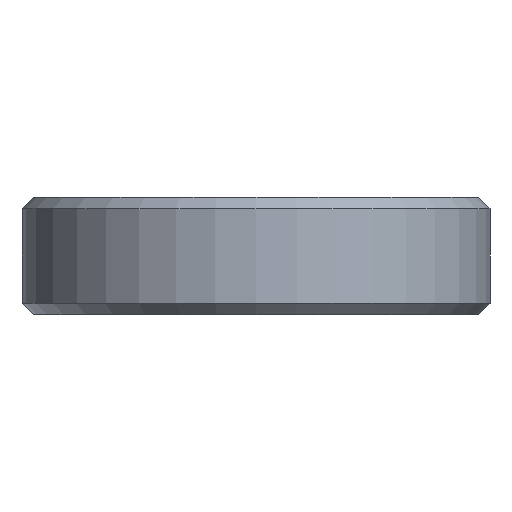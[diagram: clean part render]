
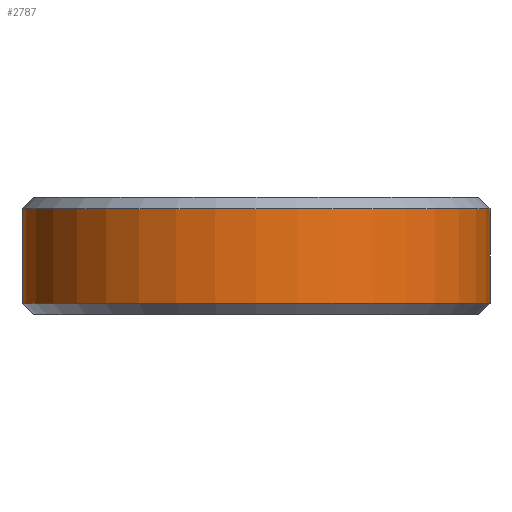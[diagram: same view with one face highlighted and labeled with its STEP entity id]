
A CAD part, left-side view. The second image highlights one B-rep face of the part: STEP entity #2787.
In plain terms, the highlighted cylindrical face has radius 6.25 mm (diameter 12.5 mm), a partial arc.
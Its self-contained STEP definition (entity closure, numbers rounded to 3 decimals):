
#943 = CONICAL_SURFACE('',#944,6.25,0.785);
#944 = AXIS2_PLACEMENT_3D('',#945,#946,#947);
#945 = CARTESIAN_POINT('',(0.,0.,0.3));
#946 = DIRECTION('',(0.,0.,1.));
#947 = DIRECTION('',(0.,1.,0.));
#1705 = VERTEX_POINT('',#1706);
#1706 = CARTESIAN_POINT('',(0.,-6.25,0.3));
#1741 = PLANE('',#1742);
#1742 = AXIS2_PLACEMENT_3D('',#1743,#1744,#1745);
#1743 = CARTESIAN_POINT('',(175.,-6.25,0.));
#1744 = DIRECTION('',(0.,-1.,0.));
#1745 = DIRECTION('',(-1.,0.,0.));
#1760 = VERTEX_POINT('',#1761);
#1761 = CARTESIAN_POINT('',(0.,6.25,0.3));
#1775 = PLANE('',#1776);
#1776 = AXIS2_PLACEMENT_3D('',#1777,#1778,#1779);
#1777 = CARTESIAN_POINT('',(175.,6.25,0.));
#1778 = DIRECTION('',(0.,-1.,0.));
#1779 = DIRECTION('',(-1.,0.,0.));
#1812 = EDGE_CURVE('',#1760,#1705,#1813,.T.);
#1813 = SURFACE_CURVE('',#1814,(#1819,#1826),.PCURVE_S1.);
#1814 = CIRCLE('',#1815,6.25);
#1815 = AXIS2_PLACEMENT_3D('',#1816,#1817,#1818);
#1816 = CARTESIAN_POINT('',(0.,0.,0.3));
#1817 = DIRECTION('',(0.,-0.,1.));
#1818 = DIRECTION('',(0.,1.,0.));
#1819 = PCURVE('',#943,#1820);
#1820 = DEFINITIONAL_REPRESENTATION('',(#1821),#1825);
#1821 = LINE('',#1822,#1823);
#1822 = CARTESIAN_POINT('',(0.,-0.));
#1823 = VECTOR('',#1824,1.);
#1824 = DIRECTION('',(1.,-0.));
#1825 = ( GEOMETRIC_REPRESENTATION_CONTEXT(2) 
PARAMETRIC_REPRESENTATION_CONTEXT() REPRESENTATION_CONTEXT('2D SPACE',''
  ) );
#1826 = PCURVE('',#1827,#1832);
#1827 = CYLINDRICAL_SURFACE('',#1828,6.25);
#1828 = AXIS2_PLACEMENT_3D('',#1829,#1830,#1831);
#1829 = CARTESIAN_POINT('',(0.,0.,0.));
#1830 = DIRECTION('',(-0.,-0.,-1.));
#1831 = DIRECTION('',(1.,0.,0.));
#1832 = DEFINITIONAL_REPRESENTATION('',(#1833),#1837);
#1833 = LINE('',#1834,#1835);
#1834 = CARTESIAN_POINT('',(-1.571,-0.3));
#1835 = VECTOR('',#1836,1.);
#1836 = DIRECTION('',(-1.,0.));
#1837 = ( GEOMETRIC_REPRESENTATION_CONTEXT(2) 
PARAMETRIC_REPRESENTATION_CONTEXT() REPRESENTATION_CONTEXT('2D SPACE',''
  ) );
#2685 = VERTEX_POINT('',#2686);
#2686 = CARTESIAN_POINT('',(0.,-6.25,2.825));
#2712 = EDGE_CURVE('',#1705,#2685,#2713,.T.);
#2713 = SURFACE_CURVE('',#2714,(#2718,#2725),.PCURVE_S1.);
#2714 = LINE('',#2715,#2716);
#2715 = CARTESIAN_POINT('',(0.,-6.25,0.));
#2716 = VECTOR('',#2717,1.);
#2717 = DIRECTION('',(0.,0.,1.));
#2718 = PCURVE('',#1741,#2719);
#2719 = DEFINITIONAL_REPRESENTATION('',(#2720),#2724);
#2720 = LINE('',#2721,#2722);
#2721 = CARTESIAN_POINT('',(175.,0.));
#2722 = VECTOR('',#2723,1.);
#2723 = DIRECTION('',(0.,-1.));
#2724 = ( GEOMETRIC_REPRESENTATION_CONTEXT(2) 
PARAMETRIC_REPRESENTATION_CONTEXT() REPRESENTATION_CONTEXT('2D SPACE',''
  ) );
#2725 = PCURVE('',#1827,#2726);
#2726 = DEFINITIONAL_REPRESENTATION('',(#2727),#2731);
#2727 = LINE('',#2728,#2729);
#2728 = CARTESIAN_POINT('',(-4.712,0.));
#2729 = VECTOR('',#2730,1.);
#2730 = DIRECTION('',(-0.,-1.));
#2731 = ( GEOMETRIC_REPRESENTATION_CONTEXT(2) 
PARAMETRIC_REPRESENTATION_CONTEXT() REPRESENTATION_CONTEXT('2D SPACE',''
  ) );
#2739 = VERTEX_POINT('',#2740);
#2740 = CARTESIAN_POINT('',(0.,6.25,2.825));
#2766 = EDGE_CURVE('',#1760,#2739,#2767,.T.);
#2767 = SURFACE_CURVE('',#2768,(#2772,#2779),.PCURVE_S1.);
#2768 = LINE('',#2769,#2770);
#2769 = CARTESIAN_POINT('',(0.,6.25,0.));
#2770 = VECTOR('',#2771,1.);
#2771 = DIRECTION('',(0.,0.,1.));
#2772 = PCURVE('',#1775,#2773);
#2773 = DEFINITIONAL_REPRESENTATION('',(#2774),#2778);
#2774 = LINE('',#2775,#2776);
#2775 = CARTESIAN_POINT('',(175.,0.));
#2776 = VECTOR('',#2777,1.);
#2777 = DIRECTION('',(0.,-1.));
#2778 = ( GEOMETRIC_REPRESENTATION_CONTEXT(2) 
PARAMETRIC_REPRESENTATION_CONTEXT() REPRESENTATION_CONTEXT('2D SPACE',''
  ) );
#2779 = PCURVE('',#1827,#2780);
#2780 = DEFINITIONAL_REPRESENTATION('',(#2781),#2785);
#2781 = LINE('',#2782,#2783);
#2782 = CARTESIAN_POINT('',(-1.571,0.));
#2783 = VECTOR('',#2784,1.);
#2784 = DIRECTION('',(-0.,-1.));
#2785 = ( GEOMETRIC_REPRESENTATION_CONTEXT(2) 
PARAMETRIC_REPRESENTATION_CONTEXT() REPRESENTATION_CONTEXT('2D SPACE',''
  ) );
#2787 = ADVANCED_FACE('',(#2788),#1827,.T.);
#2788 = FACE_BOUND('',#2789,.F.);
#2789 = EDGE_LOOP('',(#2790,#2791,#2818,#2819));
#2790 = ORIENTED_EDGE('',*,*,#2766,.T.);
#2791 = ORIENTED_EDGE('',*,*,#2792,.T.);
#2792 = EDGE_CURVE('',#2739,#2685,#2793,.T.);
#2793 = SURFACE_CURVE('',#2794,(#2799,#2806),.PCURVE_S1.);
#2794 = CIRCLE('',#2795,6.25);
#2795 = AXIS2_PLACEMENT_3D('',#2796,#2797,#2798);
#2796 = CARTESIAN_POINT('',(0.,0.,2.825));
#2797 = DIRECTION('',(0.,-0.,1.));
#2798 = DIRECTION('',(0.,1.,0.));
#2799 = PCURVE('',#1827,#2800);
#2800 = DEFINITIONAL_REPRESENTATION('',(#2801),#2805);
#2801 = LINE('',#2802,#2803);
#2802 = CARTESIAN_POINT('',(-1.571,-2.825));
#2803 = VECTOR('',#2804,1.);
#2804 = DIRECTION('',(-1.,0.));
#2805 = ( GEOMETRIC_REPRESENTATION_CONTEXT(2) 
PARAMETRIC_REPRESENTATION_CONTEXT() REPRESENTATION_CONTEXT('2D SPACE',''
  ) );
#2806 = PCURVE('',#2807,#2812);
#2807 = CONICAL_SURFACE('',#2808,6.25,0.785);
#2808 = AXIS2_PLACEMENT_3D('',#2809,#2810,#2811);
#2809 = CARTESIAN_POINT('',(0.,0.,2.825));
#2810 = DIRECTION('',(-0.,-0.,-1.));
#2811 = DIRECTION('',(0.,1.,0.));
#2812 = DEFINITIONAL_REPRESENTATION('',(#2813),#2817);
#2813 = LINE('',#2814,#2815);
#2814 = CARTESIAN_POINT('',(-0.,-0.));
#2815 = VECTOR('',#2816,1.);
#2816 = DIRECTION('',(-1.,-0.));
#2817 = ( GEOMETRIC_REPRESENTATION_CONTEXT(2) 
PARAMETRIC_REPRESENTATION_CONTEXT() REPRESENTATION_CONTEXT('2D SPACE',''
  ) );
#2818 = ORIENTED_EDGE('',*,*,#2712,.F.);
#2819 = ORIENTED_EDGE('',*,*,#1812,.F.);
